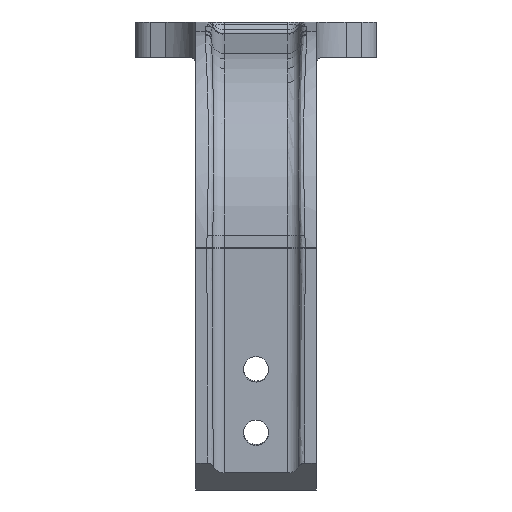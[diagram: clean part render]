
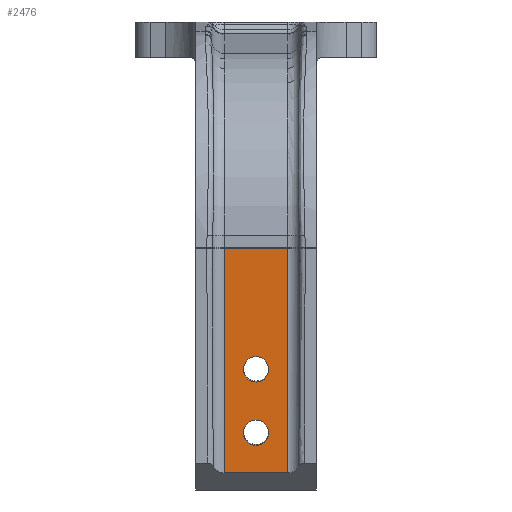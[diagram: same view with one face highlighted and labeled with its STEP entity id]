
A CAD part, front view. The second image highlights one B-rep face of the part: STEP entity #2476.
In plain terms, the highlighted planar face has unit normal (0, -0.999, -0.034).
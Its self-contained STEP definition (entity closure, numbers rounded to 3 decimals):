
#119=CIRCLE('',#2650,4.);
#120=CIRCLE('',#2652,4.);
#307=FACE_BOUND('',#530,.T.);
#308=FACE_BOUND('',#531,.T.);
#372=FACE_OUTER_BOUND('',#529,.T.);
#529=EDGE_LOOP('',(#1714,#1715,#1716,#1717));
#530=EDGE_LOOP('',(#1718));
#531=EDGE_LOOP('',(#1719));
#687=LINE('',#3917,#856);
#703=LINE('',#4015,#872);
#706=LINE('',#4049,#875);
#707=LINE('',#4051,#876);
#856=VECTOR('',#2963,10.);
#872=VECTOR('',#3011,20.);
#875=VECTOR('',#3022,74.695);
#876=VECTOR('',#3025,74.695);
#1030=VERTEX_POINT('',#3914);
#1031=VERTEX_POINT('',#3916);
#1045=VERTEX_POINT('',#3987);
#1046=VERTEX_POINT('',#3991);
#1050=VERTEX_POINT('',#4012);
#1051=VERTEX_POINT('',#4014);
#1269=EDGE_CURVE('',#1031,#1030,#687,.T.);
#1289=EDGE_CURVE('',#1045,#1045,#119,.T.);
#1291=EDGE_CURVE('',#1046,#1046,#120,.T.);
#1297=EDGE_CURVE('',#1051,#1050,#703,.T.);
#1304=EDGE_CURVE('',#1030,#1051,#706,.F.);
#1305=EDGE_CURVE('',#1050,#1031,#707,.T.);
#1714=ORIENTED_EDGE('',*,*,#1269,.T.);
#1715=ORIENTED_EDGE('',*,*,#1304,.T.);
#1716=ORIENTED_EDGE('',*,*,#1297,.T.);
#1717=ORIENTED_EDGE('',*,*,#1305,.T.);
#1718=ORIENTED_EDGE('',*,*,#1289,.F.);
#1719=ORIENTED_EDGE('',*,*,#1291,.F.);
#2423=PLANE('',#2659);
#2476=ADVANCED_FACE('',(#372,#307,#308),#2423,.T.);
#2650=AXIS2_PLACEMENT_3D('',#3988,#2997,#2998);
#2652=AXIS2_PLACEMENT_3D('',#3992,#3002,#3003);
#2659=AXIS2_PLACEMENT_3D('',#4050,#3023,#3024);
#2963=DIRECTION('',(-1.,0.,0.));
#2997=DIRECTION('center_axis',(0.,-0.999,
-0.034));
#2998=DIRECTION('ref_axis',(0.,-0.034,0.999));
#3002=DIRECTION('center_axis',(0.,-0.999,
-0.034));
#3003=DIRECTION('ref_axis',(0.,-0.034,0.999));
#3011=DIRECTION('',(1.,0.,0.));
#3022=DIRECTION('',(0.,-0.034,0.999));
#3023=DIRECTION('center_axis',(0.,-0.999,
-0.034));
#3024=DIRECTION('ref_axis',(0.,0.034,-0.999));
#3025=DIRECTION('',(0.,-0.034,0.999));
#3914=CARTESIAN_POINT('',(-10.,-163.222,-71.359));
#3916=CARTESIAN_POINT('',(10.,-163.222,-71.359));
#3917=CARTESIAN_POINT('',(7.,-163.222,-71.359));
#3987=CARTESIAN_POINT('',(0.,-161.807,-113.546));
#3988=CARTESIAN_POINT('Origin',(0.,-161.941,
-109.548));
#3991=CARTESIAN_POINT('',(0.,-161.136,-133.535));
#3992=CARTESIAN_POINT('Origin',(0.,-161.27,
-129.537));
#4012=CARTESIAN_POINT('',(10.,-160.845,-142.204));
#4014=CARTESIAN_POINT('',(-10.,-160.845,-142.204));
#4015=CARTESIAN_POINT('',(-10.,-160.845,-142.204));
#4049=CARTESIAN_POINT('',(-10.,-160.845,-142.204));
#4050=CARTESIAN_POINT('Origin',(14.,-160.707,-146.308));
#4051=CARTESIAN_POINT('',(10.,-160.845,-142.204));
